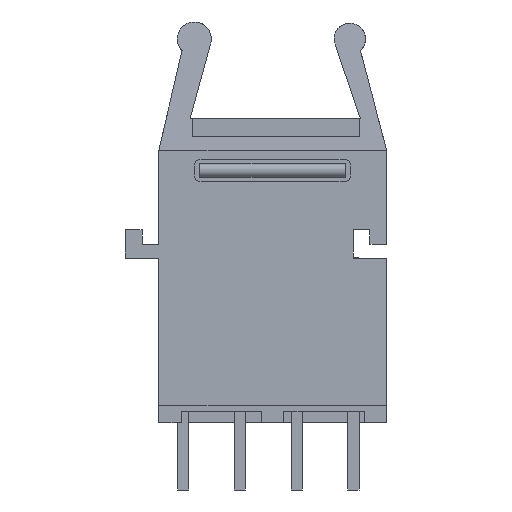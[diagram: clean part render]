
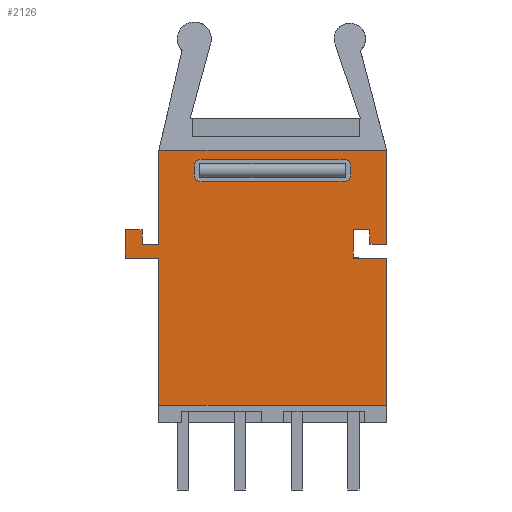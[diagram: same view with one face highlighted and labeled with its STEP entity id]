
A CAD part, left-side view. The second image highlights one B-rep face of the part: STEP entity #2126.
In plain terms, the highlighted planar face has unit normal (-1, 0, 0).
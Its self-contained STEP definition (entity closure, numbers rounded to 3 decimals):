
#13=DIRECTION('',(0.,0.,1.));
#27=VECTOR('',#28,1.);
#28=DIRECTION('',(0.,1.,0.));
#35=DIRECTION('',(1.,0.,0.));
#54=VECTOR('',#13,1.);
#65=VECTOR('',#66,1.);
#66=DIRECTION('',(0.,-1.,0.));
#161=DIRECTION('',(-1.,0.,0.));
#308=DIRECTION('',(0.,0.,-1.));
#583=VECTOR('',#584,1.);
#584=DIRECTION('',(0.,0.,-1.));
#693=VECTOR('',#308,1.);
#1056=VERTEX_POINT('',#1057);
#1057=CARTESIAN_POINT('',(-8.5,1.09,7.38));
#1059=ORIENTED_EDGE('',*,*,#1060,.T.);
#1060=EDGE_CURVE('',#1056,#1061,#1063,.T.);
#1061=VERTEX_POINT('',#1062);
#1062=CARTESIAN_POINT('',(-8.5,1.09,0.8));
#1063=LINE('',#1064,#583);
#1064=CARTESIAN_POINT('',(-8.5,1.09,4.09));
#1091=VERTEX_POINT('',#1092);
#1092=CARTESIAN_POINT('',(-8.5,2.59,7.38));
#1094=ORIENTED_EDGE('',*,*,#1095,.T.);
#1095=EDGE_CURVE('',#1091,#1056,#1096,.T.);
#1096=LINE('',#1097,#65);
#1097=CARTESIAN_POINT('',(-8.5,-3.305,7.38));
#1107=VERTEX_POINT('',#1108);
#1108=CARTESIAN_POINT('',(-8.5,2.59,8.65));
#1110=ORIENTED_EDGE('',*,*,#1111,.T.);
#1111=EDGE_CURVE('',#1107,#1091,#1112,.T.);
#1112=LINE('',#1113,#693);
#1113=CARTESIAN_POINT('',(-8.5,2.59,4.725));
#1123=VERTEX_POINT('',#1124);
#1124=CARTESIAN_POINT('',(-8.5,1.84,8.65));
#1126=ORIENTED_EDGE('',*,*,#1127,.T.);
#1127=EDGE_CURVE('',#1123,#1107,#1128,.T.);
#1128=LINE('',#1129,#27);
#1129=CARTESIAN_POINT('',(-8.5,-3.68,8.65));
#1139=VERTEX_POINT('',#1140);
#1140=CARTESIAN_POINT('',(-8.5,1.84,7.99));
#1142=ORIENTED_EDGE('',*,*,#1143,.T.);
#1143=EDGE_CURVE('',#1139,#1123,#1144,.T.);
#1144=LINE('',#1145,#54);
#1145=CARTESIAN_POINT('',(-8.5,1.84,4.395));
#1155=VERTEX_POINT('',#1156);
#1156=CARTESIAN_POINT('',(-8.5,1.09,7.99));
#1158=ORIENTED_EDGE('',*,*,#1159,.T.);
#1159=EDGE_CURVE('',#1155,#1139,#1160,.T.);
#1160=LINE('',#1161,#27);
#1161=CARTESIAN_POINT('',(-8.5,-4.055,7.99));
#1203=VERTEX_POINT('',#1204);
#1204=CARTESIAN_POINT('',(-8.5,1.09,12.2));
#1206=ORIENTED_EDGE('',*,*,#1207,.T.);
#1207=EDGE_CURVE('',#1203,#1155,#1208,.T.);
#1208=LINE('',#1209,#693);
#1209=CARTESIAN_POINT('',(-8.5,1.09,6.5));
#1354=VERTEX_POINT('',#1355);
#1355=CARTESIAN_POINT('',(-8.5,-9.11,12.2));
#1438=VERTEX_POINT('',#1439);
#1439=CARTESIAN_POINT('',(-8.5,-9.11,7.99));
#1441=ORIENTED_EDGE('',*,*,#1442,.T.);
#1442=EDGE_CURVE('',#1438,#1354,#1443,.T.);
#1443=LINE('',#1444,#54);
#1444=CARTESIAN_POINT('',(-8.5,-9.11,4.395));
#1470=VERTEX_POINT('',#1471);
#1471=CARTESIAN_POINT('',(-8.5,-8.36,7.99));
#1473=ORIENTED_EDGE('',*,*,#1474,.T.);
#1474=EDGE_CURVE('',#1470,#1438,#1475,.T.);
#1475=LINE('',#1476,#65);
#1476=CARTESIAN_POINT('',(-8.5,-8.78,7.99));
#1509=VERTEX_POINT('',#1510);
#1510=CARTESIAN_POINT('',(-8.5,-8.36,8.65));
#1512=ORIENTED_EDGE('',*,*,#1513,.T.);
#1513=EDGE_CURVE('',#1509,#1470,#1514,.T.);
#1514=LINE('',#1515,#693);
#1515=CARTESIAN_POINT('',(-8.5,-8.36,4.725));
#1525=VERTEX_POINT('',#1526);
#1526=CARTESIAN_POINT('',(-8.5,-7.61,8.65));
#1528=ORIENTED_EDGE('',*,*,#1529,.T.);
#1529=EDGE_CURVE('',#1525,#1509,#1530,.T.);
#1530=LINE('',#1531,#65);
#1531=CARTESIAN_POINT('',(-8.5,-8.405,8.65));
#1541=VERTEX_POINT('',#1542);
#1542=CARTESIAN_POINT('',(-8.5,-7.61,7.38));
#1544=ORIENTED_EDGE('',*,*,#1545,.T.);
#1545=EDGE_CURVE('',#1541,#1525,#1546,.T.);
#1546=LINE('',#1547,#54);
#1547=CARTESIAN_POINT('',(-8.5,-7.61,4.09));
#1557=VERTEX_POINT('',#1558);
#1558=CARTESIAN_POINT('',(-8.5,-9.11,7.38));
#1560=ORIENTED_EDGE('',*,*,#1561,.T.);
#1561=EDGE_CURVE('',#1557,#1541,#1562,.T.);
#1562=LINE('',#1563,#27);
#1563=CARTESIAN_POINT('',(-8.5,-9.155,7.38));
#1583=VERTEX_POINT('',#1584);
#1584=CARTESIAN_POINT('',(-8.5,-9.11,0.8));
#1587=ORIENTED_EDGE('',*,*,#1588,.T.);
#1588=EDGE_CURVE('',#1583,#1557,#1589,.T.);
#1589=LINE('',#1590,#54);
#1590=CARTESIAN_POINT('',(-8.5,-9.11,0.4));
#2126=ADVANCED_FACE('',(#2127,#2137),#2191,.T.);
#2127=FACE_BOUND('',#2128,.T.);
#2128=EDGE_LOOP('',(#2129,#1587,#1560,#1544,#1528,#1512,#1473,#1441,    #2133,#1206,#1158,#1142,#1126,#1110,#1094,#1059));
#2129=ORIENTED_EDGE('',*,*,#2130,.F.);
#2130=EDGE_CURVE('',#1583,#1061,#2131,.T.);
#2131=LINE('',#2132,#27);
#2132=CARTESIAN_POINT('',(-8.5,-9.2,0.8));
#2133=ORIENTED_EDGE('',*,*,#2134,.T.);
#2134=EDGE_CURVE('',#1354,#1203,#2135,.T.);
#2135=LINE('',#2136,#27);
#2136=CARTESIAN_POINT('',(-8.5,-11.2,12.2));
#2137=FACE_BOUND('',#2138,.T.);
#2138=EDGE_LOOP('',(#2139,#2147,#2154,#2160,#2167,#2173,#2180,#2186));
#2139=ORIENTED_EDGE('',*,*,#2140,.T.);
#2140=EDGE_CURVE('',#2141,#2143,#2145,.T.);
#2141=VERTEX_POINT('',#2142);
#2142=CARTESIAN_POINT('',(-8.5,-7.2,10.8));
#2143=VERTEX_POINT('',#2144);
#2144=CARTESIAN_POINT('',(-8.5,-0.8,10.8));
#2145=LINE('',#2146,#27);
#2146=CARTESIAN_POINT('',(-8.5,-8.35,10.8));
#2147=ORIENTED_EDGE('',*,*,#2148,.T.);
#2148=EDGE_CURVE('',#2143,#2149,#2151,.T.);
#2149=VERTEX_POINT('',#2150);
#2150=CARTESIAN_POINT('',(-8.5,-0.5,11.1));
#2151=CIRCLE('',#2152,0.3);
#2152=AXIS2_PLACEMENT_3D('',#2153,#35,#66);
#2153=CARTESIAN_POINT('',(-8.5,-0.8,11.1));
#2154=ORIENTED_EDGE('',*,*,#2155,.F.);
#2155=EDGE_CURVE('',#2156,#2149,#2158,.T.);
#2156=VERTEX_POINT('',#2157);
#2157=CARTESIAN_POINT('',(-8.5,-0.5,11.5));
#2158=LINE('',#2159,#693);
#2159=CARTESIAN_POINT('',(-8.5,-0.5,5.8));
#2160=ORIENTED_EDGE('',*,*,#2161,.T.);
#2161=EDGE_CURVE('',#2156,#2162,#2164,.T.);
#2162=VERTEX_POINT('',#2163);
#2163=CARTESIAN_POINT('',(-8.5,-0.8,11.8));
#2164=CIRCLE('',#2165,0.3);
#2165=AXIS2_PLACEMENT_3D('',#2166,#35,#66);
#2166=CARTESIAN_POINT('',(-8.5,-0.8,11.5));
#2167=ORIENTED_EDGE('',*,*,#2168,.F.);
#2168=EDGE_CURVE('',#2169,#2162,#2171,.T.);
#2169=VERTEX_POINT('',#2170);
#2170=CARTESIAN_POINT('',(-8.5,-7.2,11.8));
#2171=LINE('',#2172,#27);
#2172=CARTESIAN_POINT('',(-8.5,-8.35,11.8));
#2173=ORIENTED_EDGE('',*,*,#2174,.F.);
#2174=EDGE_CURVE('',#2175,#2169,#2177,.T.);
#2175=VERTEX_POINT('',#2176);
#2176=CARTESIAN_POINT('',(-8.5,-7.5,11.5));
#2177=CIRCLE('',#2178,0.3);
#2178=AXIS2_PLACEMENT_3D('',#2179,#161,#66);
#2179=CARTESIAN_POINT('',(-8.5,-7.2,11.5));
#2180=ORIENTED_EDGE('',*,*,#2181,.T.);
#2181=EDGE_CURVE('',#2175,#2182,#2184,.T.);
#2182=VERTEX_POINT('',#2183);
#2183=CARTESIAN_POINT('',(-8.5,-7.5,11.1));
#2184=LINE('',#2185,#693);
#2185=CARTESIAN_POINT('',(-8.5,-7.5,5.8));
#2186=ORIENTED_EDGE('',*,*,#2187,.F.);
#2187=EDGE_CURVE('',#2141,#2182,#2188,.T.);
#2188=CIRCLE('',#2189,0.3);
#2189=AXIS2_PLACEMENT_3D('',#2190,#161,#66);
#2190=CARTESIAN_POINT('',(-8.5,-7.2,11.1));
#2191=PLANE('',#2192);
#2192=AXIS2_PLACEMENT_3D('',#2132,#161,#13);
